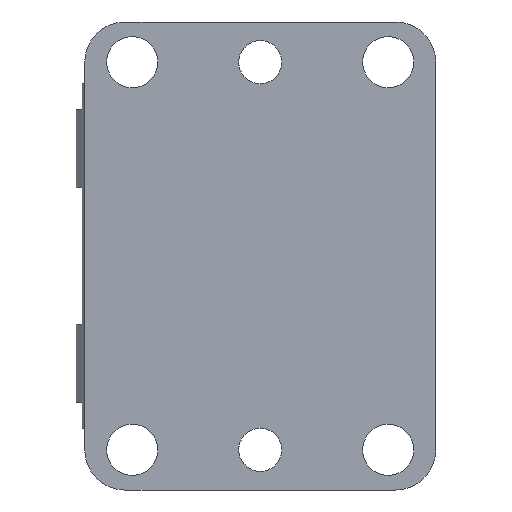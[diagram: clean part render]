
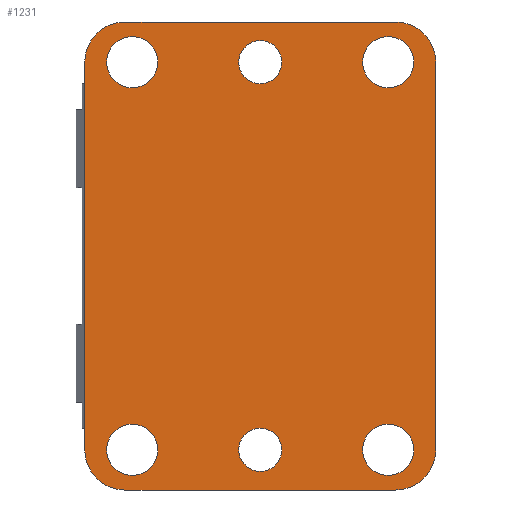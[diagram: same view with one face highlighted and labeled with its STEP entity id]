
A CAD part, front view. The second image highlights one B-rep face of the part: STEP entity #1231.
In plain terms, the highlighted planar face has unit normal (0, -1, 0).
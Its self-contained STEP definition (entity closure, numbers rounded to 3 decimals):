
#49=PLANE('',#1372);
#104=LINE('',#1937,#202);
#107=LINE('',#1943,#205);
#111=LINE('',#1955,#209);
#115=LINE('',#1967,#213);
#123=LINE('',#1982,#221);
#127=LINE('',#2016,#225);
#128=LINE('',#2019,#226);
#129=LINE('',#2020,#227);
#202=VECTOR('',#1537,1000.);
#205=VECTOR('',#1542,1000.);
#209=VECTOR('',#1554,1000.);
#213=VECTOR('',#1566,1000.);
#221=VECTOR('',#1580,1000.);
#225=VECTOR('',#1622,1000.);
#226=VECTOR('',#1623,1000.);
#227=VECTOR('',#1624,1000.);
#386=ORIENTED_EDGE('',*,*,#687,.T.);
#387=ORIENTED_EDGE('',*,*,#688,.T.);
#388=ORIENTED_EDGE('',*,*,#652,.F.);
#389=ORIENTED_EDGE('',*,*,#684,.F.);
#390=ORIENTED_EDGE('',*,*,#673,.F.);
#391=ORIENTED_EDGE('',*,*,#671,.F.);
#392=ORIENTED_EDGE('',*,*,#664,.F.);
#393=ORIENTED_EDGE('',*,*,#661,.F.);
#394=ORIENTED_EDGE('',*,*,#658,.F.);
#395=ORIENTED_EDGE('',*,*,#655,.F.);
#396=ORIENTED_EDGE('',*,*,#649,.F.);
#397=ORIENTED_EDGE('',*,*,#689,.F.);
#398=ORIENTED_EDGE('',*,*,#677,.T.);
#399=ORIENTED_EDGE('',*,*,#680,.T.);
#400=ORIENTED_EDGE('',*,*,#683,.T.);
#401=ORIENTED_EDGE('',*,*,#681,.T.);
#402=ORIENTED_EDGE('',*,*,#678,.T.);
#403=ORIENTED_EDGE('',*,*,#675,.T.);
#649=EDGE_CURVE('',#811,#813,#104,.T.);
#652=EDGE_CURVE('',#815,#816,#107,.T.);
#655=EDGE_CURVE('',#813,#817,#907,.T.);
#658=EDGE_CURVE('',#817,#819,#111,.T.);
#661=EDGE_CURVE('',#819,#821,#909,.T.);
#664=EDGE_CURVE('',#821,#823,#115,.T.);
#671=EDGE_CURVE('',#823,#826,#911,.T.);
#673=EDGE_CURVE('',#826,#827,#123,.T.);
#675=EDGE_CURVE('',#828,#828,#912,.T.);
#677=EDGE_CURVE('',#830,#830,#914,.T.);
#678=EDGE_CURVE('',#831,#831,#915,.T.);
#680=EDGE_CURVE('',#833,#833,#917,.T.);
#681=EDGE_CURVE('',#834,#834,#918,.T.);
#683=EDGE_CURVE('',#836,#836,#920,.T.);
#684=EDGE_CURVE('',#827,#815,#921,.T.);
#687=EDGE_CURVE('',#838,#839,#127,.T.);
#688=EDGE_CURVE('',#839,#816,#128,.T.);
#689=EDGE_CURVE('',#838,#811,#129,.T.);
#811=VERTEX_POINT('',#1935);
#813=VERTEX_POINT('',#1938);
#815=VERTEX_POINT('',#1944);
#816=VERTEX_POINT('',#1945);
#817=VERTEX_POINT('',#1950);
#819=VERTEX_POINT('',#1956);
#821=VERTEX_POINT('',#1962);
#823=VERTEX_POINT('',#1968);
#826=VERTEX_POINT('',#1979);
#827=VERTEX_POINT('',#1983);
#828=VERTEX_POINT('',#1987);
#830=VERTEX_POINT('',#1992);
#831=VERTEX_POINT('',#1995);
#833=VERTEX_POINT('',#2000);
#834=VERTEX_POINT('',#2003);
#836=VERTEX_POINT('',#2008);
#838=VERTEX_POINT('',#2017);
#839=VERTEX_POINT('',#2018);
#907=CIRCLE('',#1344,11.);
#909=CIRCLE('',#1348,11.);
#911=CIRCLE('',#1352,11.);
#912=CIRCLE('',#1355,7.);
#914=CIRCLE('',#1358,7.);
#915=CIRCLE('',#1360,5.9);
#917=CIRCLE('',#1363,5.9);
#918=CIRCLE('',#1365,7.);
#920=CIRCLE('',#1368,7.);
#921=CIRCLE('',#1370,11.);
#995=EDGE_LOOP('',(#386,#387,#388,#389,#390,#391,#392,#393,#394,#395,#396,
#397));
#996=EDGE_LOOP('',(#398));
#997=EDGE_LOOP('',(#399));
#998=EDGE_LOOP('',(#400));
#999=EDGE_LOOP('',(#401));
#1000=EDGE_LOOP('',(#402));
#1001=EDGE_LOOP('',(#403));
#1105=FACE_BOUND('',#995,.T.);
#1106=FACE_BOUND('',#996,.T.);
#1107=FACE_BOUND('',#997,.T.);
#1108=FACE_BOUND('',#998,.T.);
#1109=FACE_BOUND('',#999,.T.);
#1110=FACE_BOUND('',#1000,.T.);
#1111=FACE_BOUND('',#1001,.T.);
#1231=ADVANCED_FACE('',(#1105,#1106,#1107,#1108,#1109,#1110,#1111),#49,
 .F.);
#1344=AXIS2_PLACEMENT_3D('',#1949,#1547,#1548);
#1348=AXIS2_PLACEMENT_3D('',#1961,#1559,#1560);
#1352=AXIS2_PLACEMENT_3D('',#1978,#1575,#1576);
#1355=AXIS2_PLACEMENT_3D('',#1986,#1584,#1585);
#1358=AXIS2_PLACEMENT_3D('',#1991,#1590,#1591);
#1360=AXIS2_PLACEMENT_3D('',#1994,#1594,#1595);
#1363=AXIS2_PLACEMENT_3D('',#1999,#1600,#1601);
#1365=AXIS2_PLACEMENT_3D('',#2002,#1604,#1605);
#1368=AXIS2_PLACEMENT_3D('',#2007,#1610,#1611);
#1370=AXIS2_PLACEMENT_3D('',#2010,#1614,#1615);
#1372=AXIS2_PLACEMENT_3D('',#2015,#1620,#1621);
#1537=DIRECTION('',(0.,0.,1.));
#1542=DIRECTION('',(0.,0.,1.));
#1547=DIRECTION('',(0.,1.,0.));
#1548=DIRECTION('',(1.,0.,0.));
#1554=DIRECTION('',(1.,0.,0.));
#1559=DIRECTION('',(0.,1.,0.));
#1560=DIRECTION('',(1.,0.,0.));
#1566=DIRECTION('',(0.,0.,-1.));
#1575=DIRECTION('',(0.,1.,0.));
#1576=DIRECTION('',(1.,0.,0.));
#1580=DIRECTION('',(-1.,0.,0.));
#1584=DIRECTION('',(0.,1.,0.));
#1585=DIRECTION('',(1.,0.,0.));
#1590=DIRECTION('',(0.,1.,0.));
#1591=DIRECTION('',(1.,0.,0.));
#1594=DIRECTION('',(0.,1.,0.));
#1595=DIRECTION('',(1.,0.,0.));
#1600=DIRECTION('',(0.,1.,0.));
#1601=DIRECTION('',(1.,0.,0.));
#1604=DIRECTION('',(0.,1.,0.));
#1605=DIRECTION('',(1.,0.,0.));
#1610=DIRECTION('',(0.,1.,0.));
#1611=DIRECTION('',(1.,0.,0.));
#1614=DIRECTION('',(0.,1.,0.));
#1615=DIRECTION('',(1.,0.,0.));
#1620=DIRECTION('',(0.,1.,0.));
#1621=DIRECTION('',(0.,0.,1.));
#1622=DIRECTION('',(0.,0.,-1.));
#1623=DIRECTION('',(1.,0.,0.));
#1624=DIRECTION('',(1.,0.,0.));
#1935=CARTESIAN_POINT('',(-48.,0.,47.15));
#1937=CARTESIAN_POINT('',(-48.,0.,-53.));
#1938=CARTESIAN_POINT('',(-48.,0.,53.));
#1943=CARTESIAN_POINT('',(-48.,0.,-53.));
#1944=CARTESIAN_POINT('',(-48.,0.,-53.));
#1945=CARTESIAN_POINT('',(-48.,0.,-47.15));
#1949=CARTESIAN_POINT('',(-37.,0.,53.));
#1950=CARTESIAN_POINT('',(-37.,0.,64.));
#1955=CARTESIAN_POINT('',(-37.,0.,64.));
#1956=CARTESIAN_POINT('',(37.,0.,64.));
#1961=CARTESIAN_POINT('',(37.,0.,53.));
#1962=CARTESIAN_POINT('',(48.,0.,53.));
#1967=CARTESIAN_POINT('',(48.,0.,53.));
#1968=CARTESIAN_POINT('',(48.,0.,-53.));
#1978=CARTESIAN_POINT('',(37.,0.,-53.));
#1979=CARTESIAN_POINT('',(37.,0.,-64.));
#1982=CARTESIAN_POINT('',(37.,0.,-64.));
#1983=CARTESIAN_POINT('',(-37.,0.,-64.));
#1986=CARTESIAN_POINT('',(35.,0.,-53.));
#1987=CARTESIAN_POINT('',(42.,0.,-53.));
#1991=CARTESIAN_POINT('',(35.,0.,53.));
#1992=CARTESIAN_POINT('',(42.,0.,53.));
#1994=CARTESIAN_POINT('',(0.,0.,-53.));
#1995=CARTESIAN_POINT('',(5.9,0.,-53.));
#1999=CARTESIAN_POINT('',(0.,0.,53.));
#2000=CARTESIAN_POINT('',(5.9,0.,53.));
#2002=CARTESIAN_POINT('',(-35.,0.,-53.));
#2003=CARTESIAN_POINT('',(-28.,0.,-53.));
#2007=CARTESIAN_POINT('',(-35.,0.,53.));
#2008=CARTESIAN_POINT('',(-28.,0.,53.));
#2010=CARTESIAN_POINT('',(-37.,0.,-53.));
#2015=CARTESIAN_POINT('',(-37.,0.,53.));
#2016=CARTESIAN_POINT('',(-48.2,0.,47.15));
#2017=CARTESIAN_POINT('',(-48.2,0.,47.15));
#2018=CARTESIAN_POINT('',(-48.2,0.,-47.15));
#2019=CARTESIAN_POINT('',(-48.2,0.,-47.15));
#2020=CARTESIAN_POINT('',(-48.2,0.,47.15));
